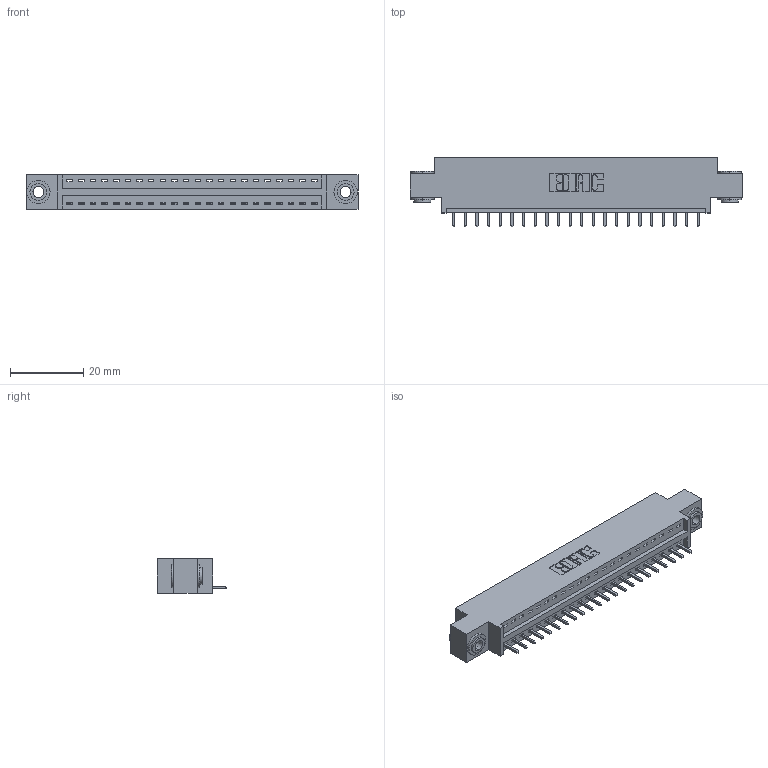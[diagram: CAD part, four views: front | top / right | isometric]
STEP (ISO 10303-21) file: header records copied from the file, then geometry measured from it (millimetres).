
FILE_DESCRIPTION (( 'STEP AP203' ), '1' );
FILE_NAME ('396-022-521-603.STEP', '2019-10-27T04:29:19', ( '' ), ( '' ), 'SwSTEP 2.0', 'SolidWorks 2016', '' );
FILE_SCHEMA (( 'CONFIG_CONTROL_DESIGN' ));
Length unit declared in the file: inch
Products named in the file (4): 345-250-002_345-250-002-102; 346 Part_0.170 Offset - 0.156 Dia-TH; 345-292-001_345-293-121; 396-022-521-603
Assembly tree (25 placements, depth 2):
  396-022-521-603
    346 Part_0.170 Offset - 0.156 Dia-TH
    345-292-001_345-293-121  x22
    345-250-002_345-250-002-102  x2
Bounding box: 90.42 x 19.05 x 9.4 mm (x, y, z)
Volume: 8320 mm3; surface area: 10313.6 mm2
Topology: 25 solids, 25 shells, 1440 faces, 4289 edges, 2826 vertices
Faces by surface type: plane 970, cylinder 462, cone 8
Entity records: 17146 total; most frequent: CARTESIAN_POINT 2925, ORIENTED_EDGE 2874, DIRECTION 2635, EDGE_CURVE 1437, VECTOR 1193, LINE 1193, VERTEX_POINT 954, AXIS2_PLACEMENT_3D 721
